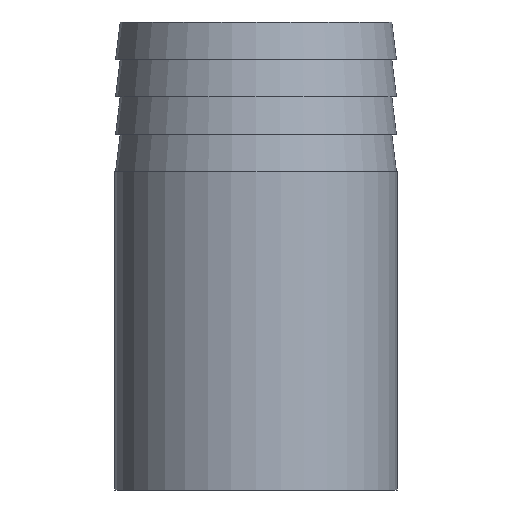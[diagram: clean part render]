
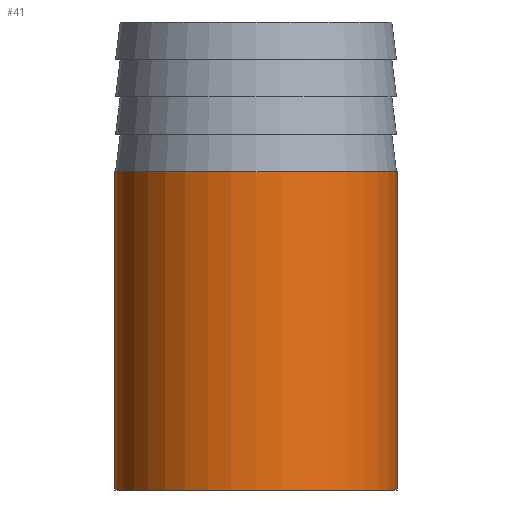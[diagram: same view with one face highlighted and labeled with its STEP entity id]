
A CAD part, front view. The second image highlights one B-rep face of the part: STEP entity #41.
In plain terms, the highlighted cylindrical face has radius 30.15 mm (diameter 60.3 mm), a partial arc.
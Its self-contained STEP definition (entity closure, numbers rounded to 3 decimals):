
#38 = ORIENTED_EDGE ( 'NONE', *, *, #39, .T. ) ;
#39 = EDGE_CURVE ( 'NONE', #58, #57, #159, .T. ) ;
#41 = ADVANCED_FACE ( 'NONE', ( #160 ), #191, .T. ) ;
#44 = EDGE_CURVE ( 'NONE', #57, #48, #187, .T. ) ;
#45 = EDGE_LOOP ( 'NONE', ( #47, #38, #49, #50 ) ) ;
#47 = ORIENTED_EDGE ( 'NONE', *, *, #56, .F. ) ;
#48 = VERTEX_POINT ( 'NONE', #240 ) ;
#49 = ORIENTED_EDGE ( 'NONE', *, *, #44, .T. ) ;
#50 = ORIENTED_EDGE ( 'NONE', *, *, #51, .F. ) ;
#51 = EDGE_CURVE ( 'NONE', #66, #48, #236, .T. ) ;
#56 = EDGE_CURVE ( 'NONE', #58, #66, #246, .T. ) ;
#57 = VERTEX_POINT ( 'NONE', #242 ) ;
#58 = VERTEX_POINT ( 'NONE', #241 ) ;
#66 = VERTEX_POINT ( 'NONE', #263 ) ;
#158 = AXIS2_PLACEMENT_3D ( 'NONE', #166, #194, #193 ) ;
#159 = CIRCLE ( 'NONE', #158, 30.15 ) ;
#160 = FACE_OUTER_BOUND ( 'NONE', #45, .T. ) ;
#166 = CARTESIAN_POINT ( 'NONE',  ( 0., 0., -100. ) ) ;
#178 = DIRECTION ( 'NONE',  ( 0., 0., 1. ) ) ;
#179 = VECTOR ( 'NONE', #178, 1000. ) ;
#180 = CARTESIAN_POINT ( 'NONE',  ( 30.15, 0., 0. ) ) ;
#187 = LINE ( 'NONE', #180, #179 ) ;
#188 = DIRECTION ( 'NONE',  ( 1., 0., 0. ) ) ;
#189 = DIRECTION ( 'NONE',  ( 0., 0., 1. ) ) ;
#190 = AXIS2_PLACEMENT_3D ( 'NONE', #192, #189, #188 ) ;
#191 = CYLINDRICAL_SURFACE ( 'NONE', #190, 30.15 ) ;
#192 = CARTESIAN_POINT ( 'NONE',  ( 0., 0., 0. ) ) ;
#193 = DIRECTION ( 'NONE',  ( 1., 0., 0. ) ) ;
#194 = DIRECTION ( 'NONE',  ( 0., 0., 1. ) ) ;
#233 = DIRECTION ( 'NONE',  ( 0., 0., 1. ) ) ;
#235 = AXIS2_PLACEMENT_3D ( 'NONE', #237, #233, #271 ) ;
#236 = CIRCLE ( 'NONE', #235, 30.15 ) ;
#237 = CARTESIAN_POINT ( 'NONE',  ( 0., 0., -32. ) ) ;
#240 = CARTESIAN_POINT ( 'NONE',  ( 30.15, 0., -32. ) ) ;
#241 = CARTESIAN_POINT ( 'NONE',  ( -30.15, 0., -100. ) ) ;
#242 = CARTESIAN_POINT ( 'NONE',  ( 30.15, 0., -100. ) ) ;
#243 = DIRECTION ( 'NONE',  ( 0., 0., 1. ) ) ;
#244 = VECTOR ( 'NONE', #243, 1000. ) ;
#245 = CARTESIAN_POINT ( 'NONE',  ( -30.15, 0., 0. ) ) ;
#246 = LINE ( 'NONE', #245, #244 ) ;
#263 = CARTESIAN_POINT ( 'NONE',  ( -30.15, 0., -32. ) ) ;
#271 = DIRECTION ( 'NONE',  ( 1., 0., 0. ) ) ;
